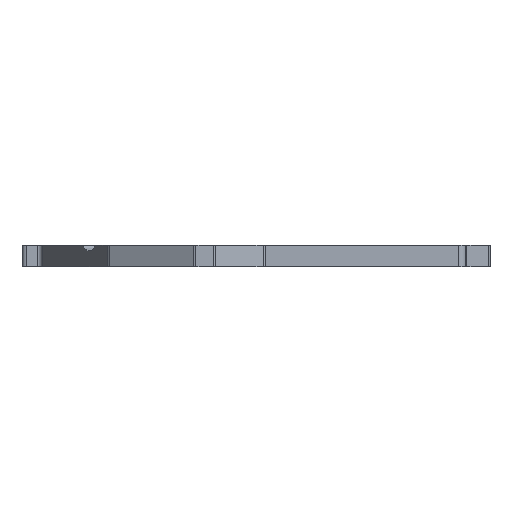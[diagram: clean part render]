
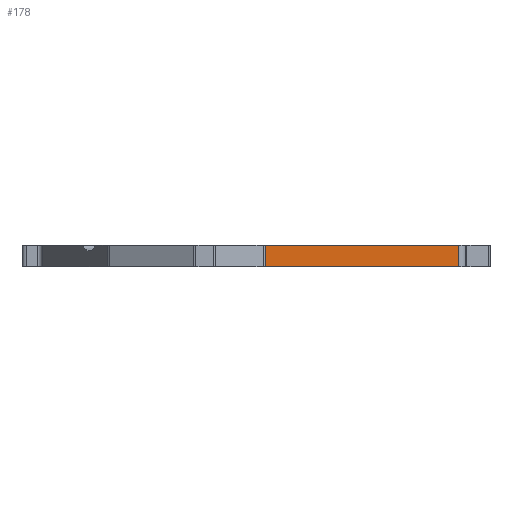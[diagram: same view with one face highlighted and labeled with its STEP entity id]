
A CAD part, left-side view. The second image highlights one B-rep face of the part: STEP entity #178.
In plain terms, the highlighted planar face has unit normal (-1, 0, 0).
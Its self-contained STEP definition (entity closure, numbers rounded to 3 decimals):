
#178=ADVANCED_FACE('',(#254),#203,.F.);
#203=PLANE('',#1203);
#254=FACE_OUTER_BOUND('',#306,.T.);
#306=EDGE_LOOP('',(#650,#651,#652,#653));
#650=ORIENTED_EDGE('',*,*,#798,.T.);
#651=ORIENTED_EDGE('',*,*,#906,.F.);
#652=ORIENTED_EDGE('',*,*,#832,.F.);
#653=ORIENTED_EDGE('',*,*,#907,.F.);
#698=VERTEX_POINT('',#1589);
#699=VERTEX_POINT('',#1591);
#729=VERTEX_POINT('',#1693);
#730=VERTEX_POINT('',#1695);
#798=EDGE_CURVE('',#699,#698,#928,.T.);
#832=EDGE_CURVE('',#729,#730,#949,.T.);
#906=EDGE_CURVE('',#730,#698,#1003,.T.);
#907=EDGE_CURVE('',#699,#729,#1004,.T.);
#928=LINE('',#1590,#1025);
#949=LINE('',#1694,#1046);
#1003=LINE('',#1860,#1100);
#1004=LINE('',#1862,#1101);
#1025=VECTOR('',#1267,1.);
#1046=VECTOR('',#1316,1.);
#1100=VECTOR('',#1500,1.);
#1101=VECTOR('',#1503,1.);
#1203=AXIS2_PLACEMENT_3D('',#1863,#1504,#1505);
#1267=DIRECTION('',(0.,-1.,0.));
#1316=DIRECTION('',(0.,-1.,0.));
#1500=DIRECTION('',(0.,0.,-1.));
#1503=DIRECTION('',(0.,0.,1.));
#1504=DIRECTION('',(1.,0.,0.));
#1505=DIRECTION('',(0.,0.,-1.));
#1589=CARTESIAN_POINT('',(-44.21,-29.,-2.5));
#1590=CARTESIAN_POINT('',(-44.21,-15.544,-2.5));
#1591=CARTESIAN_POINT('',(-44.21,-15.544,-2.5));
#1693=CARTESIAN_POINT('',(-44.21,-15.544,-1.));
#1694=CARTESIAN_POINT('',(-44.21,-15.544,-1.));
#1695=CARTESIAN_POINT('',(-44.21,-29.,-1.));
#1860=CARTESIAN_POINT('',(-44.21,-29.,-1.));
#1862=CARTESIAN_POINT('',(-44.21,-15.544,-2.5));
#1863=CARTESIAN_POINT('',(-44.21,-15.464,-2.5));
